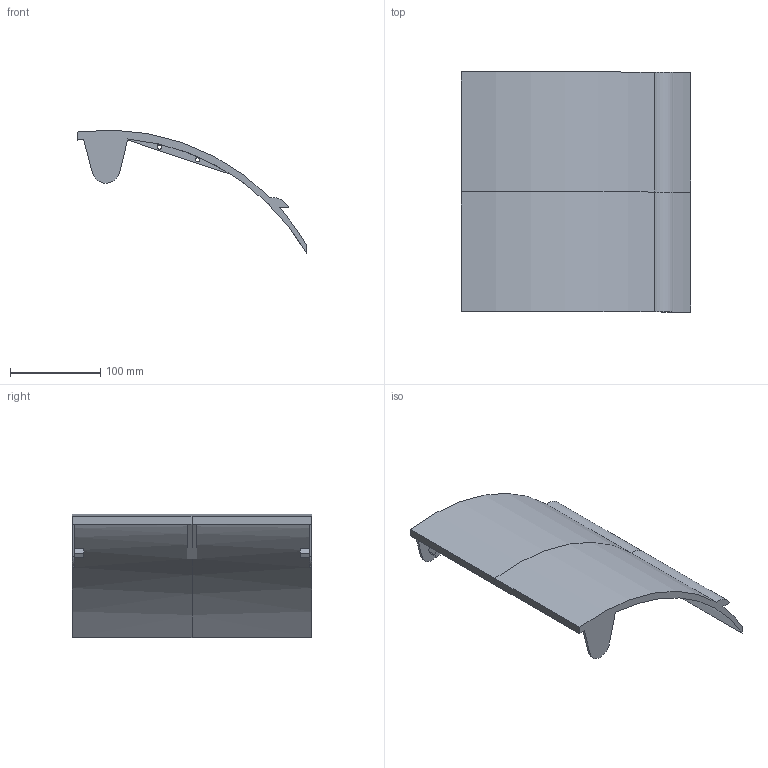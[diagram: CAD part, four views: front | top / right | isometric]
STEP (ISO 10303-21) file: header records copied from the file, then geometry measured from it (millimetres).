
FILE_DESCRIPTION(/* description */ ('STEP AP242','CAx-IF Rec.Pracs.---Representation and Presentation of Product Manufacturing Information (PMI)---4.0---2014-10-13','CAx-IF Rec.Pracs.---3D Tessellated Geometry---0.4---2014-09-14','2;1'),/* implementation_level */ '2;1');
FILE_NAME(/* name */ '685edb3c0e86414e032e7e2f',/* time_stamp */ '2025-06-27T17:56:12Z',/* author */ (''),/* organization */ (''),/* preprocessor_version */ 'ST-DEVELOPER v20',/* originating_system */ 'ONSHAPE BY PTC INC, 1.200',/* authorisation */ ' ');
FILE_SCHEMA (('AP242_MANAGED_MODEL_BASED_3D_ENGINEERING_MIM_LF { 1 0 10303 442 1 1 4 }'));
Length unit declared in the file: metre
Products named in the file (2): real part; real (right
Bounding box: 254 x 265.43 x 136.94 mm (x, y, z)
Volume: 648213.6 mm3; surface area: 190170.8 mm2
Topology: 2 solids, 2 shells, 48 faces, 126 edges, 84 vertices
Faces by surface type: plane 34, cylinder 14
Full cylindrical faces by diameter (mm): 4.572 x4
Entity records: 1529 total; most frequent: DIRECTION 258, CARTESIAN_POINT 256, ORIENTED_EDGE 244, EDGE_CURVE 122, LINE 86, VECTOR 86, AXIS2_PLACEMENT_3D 86, VERTEX_POINT 84
